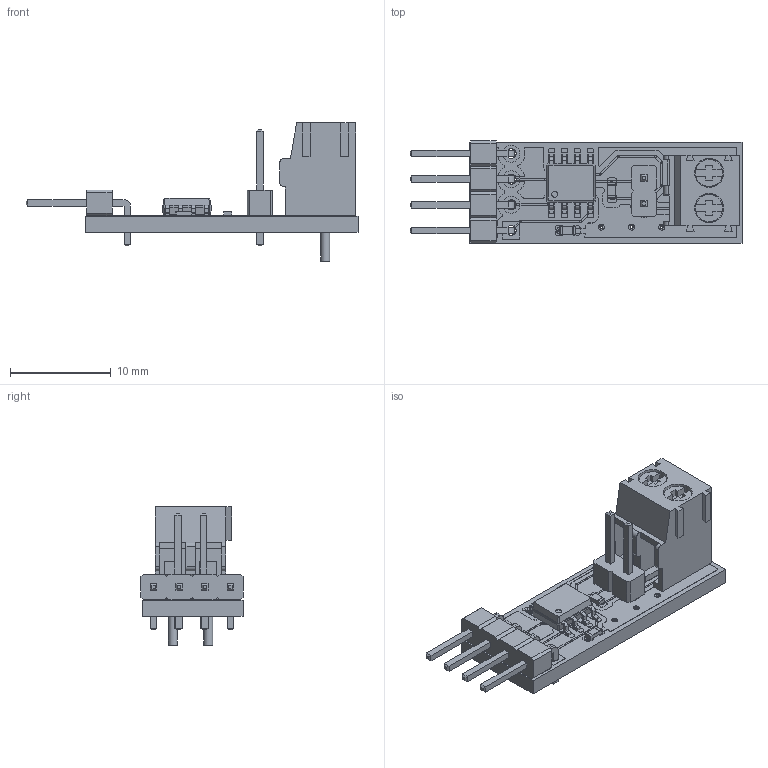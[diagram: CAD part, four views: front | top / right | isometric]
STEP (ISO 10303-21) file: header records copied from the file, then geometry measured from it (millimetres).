
FILE_DESCRIPTION(('KiCad electronic assembly'),'2;1');
FILE_NAME('SN65HVD230-Module.step','2024-05-14T20:02:39',('Pcbnew'),( 'Kicad'),'Open CASCADE STEP processor 7.7','KiCad to STEP converter' ,'Unknown');
FILE_SCHEMA(('AUTOMOTIVE_DESIGN { 1 0 10303 214 1 1 1 1 }'));
Length unit declared in the file: millimetre
Products named in the file (121): SN65HVD230-Module 1; PinHeader_1x04_P2.54mm_Horizontal; PinHeader_1x04_P254mm_Horizontal; TerminalBlock_Phoenix_PT-1,5-2-3.5-H_1x02_P3.50mm_Horizontal; TerminalBlock_Phoenix_PT_15_2_35_H_1x02_P350mm_Horizontal; R_0603_1608Metric; SOIC-8_3.9x4.9mm_P1.27mm; SOIC_8_39x49mm_P127mm; PinHeader_1x02_P2.54mm_Vertical; PinHeader_1x02_P254mm_Vertical; SN65HVD230-Module_track_1; SN65HVD230-Module_track_2; SN65HVD230-Module_track_3; SN65HVD230-Module_track_4; SN65HVD230-Module_track_5; SN65HVD230-Module_track_6; SN65HVD230-Module_track_7; SN65HVD230-Module_track_8; SN65HVD230-Module_track_9; SN65HVD230-Module_track_10; SN65HVD230-Module_track_11; SN65HVD230-Module_track_12; SN65HVD230-Module_track_13; SN65HVD230-Module_track_14; SN65HVD230-Module_track_15; SN65HVD230-Module_track_16; SN65HVD230-Module_track_17; SN65HVD230-Module_track_18; SN65HVD230-Module_track_19; SN65HVD230-Module_track_20; SN65HVD230-Module_track_21; SN65HVD230-Module_track_22; SN65HVD230-Module_track_23; SN65HVD230-Module_track_24; SN65HVD230-Module_track_25; SN65HVD230-Module_track_26; SN65HVD230-Module_track_27; SN65HVD230-Module_track_28; SN65HVD230-Module_track_29; SN65HVD230-Module_track_30 ...
Assembly tree (121 placements, depth 3):
  SN65HVD230-Module 1
    PinHeader_1x04_P2.54mm_Horizontal
      PinHeader_1x04_P254mm_Horizontal
    TerminalBlock_Phoenix_PT-1,5-2-3.5-H_1x02_P3.50mm_Horizontal
      TerminalBlock_Phoenix_PT_15_2_35_H_1x02_P350mm_Horizontal
    R_0603_1608Metric  x2
      R_0603_1608Metric
    SOIC-8_3.9x4.9mm_P1.27mm
      SOIC_8_39x49mm_P127mm
    PinHeader_1x02_P2.54mm_Vertical
      PinHeader_1x02_P254mm_Vertical
    SN65HVD230-Module_track_1
    SN65HVD230-Module_track_2
    SN65HVD230-Module_track_3
    SN65HVD230-Module_track_4
    SN65HVD230-Module_track_5
    SN65HVD230-Module_track_6
    SN65HVD230-Module_track_7
    SN65HVD230-Module_track_8
    SN65HVD230-Module_track_9
    SN65HVD230-Module_track_10
    SN65HVD230-Module_track_11
    SN65HVD230-Module_track_12
    SN65HVD230-Module_track_13
    SN65HVD230-Module_track_14
    SN65HVD230-Module_track_15
    SN65HVD230-Module_track_16
    SN65HVD230-Module_track_17
    SN65HVD230-Module_track_18
    SN65HVD230-Module_track_19
    SN65HVD230-Module_track_20
    SN65HVD230-Module_track_21
    SN65HVD230-Module_track_22
    SN65HVD230-Module_track_23
    SN65HVD230-Module_track_24
    SN65HVD230-Module_track_25
    SN65HVD230-Module_track_26
    SN65HVD230-Module_track_27
    SN65HVD230-Module_track_28
    SN65HVD230-Module_track_29
    SN65HVD230-Module_track_30
    SN65HVD230-Module_track_31
    SN65HVD230-Module_track_32
    SN65HVD230-Module_track_33
    SN65HVD230-Module_track_34
    SN65HVD230-Module_track_35
    SN65HVD230-Module_zone_1
    SN65HVD230-Module_zone_2
    SN65HVD230-Module_zone_3
    SN65HVD230-Module_zone_4
    SN65HVD230-Module_zone_5
    SN65HVD230-Module_pad_1
    SN65HVD230-Module_pad_2
    SN65HVD230-Module_pad_3
    SN65HVD230-Module_pad_4
    SN65HVD230-Module_pad_5
    SN65HVD230-Module_pad_6
    SN65HVD230-Module_pad_7
    SN65HVD230-Module_pad_8
    SN65HVD230-Module_pad_9
Bounding box: 32.92 x 10.16 x 13.7 mm (x, y, z)
Volume: 927.7 mm3; surface area: 2741.2 mm2
Topology: 114 solids, 114 shells, 2201 faces, 5738 edges, 3784 vertices
Faces by surface type: plane 1894, cylinder 275, bspline 32
Full cylindrical faces by diameter (mm): 0.25 x52, 0.3 x22, 0.6 x23, 0.9 x2, 0.95 x18, 1 x12, 1.15 x6, 1.2 x4, 2.4 x2, 2.7 x2, 2.9 x2
Entity records: 72094 total; most frequent: CARTESIAN_POINT 11835, ORIENTED_EDGE 11340, DIRECTION 10726, EDGE_CURVE 5670, LINE 5080, VECTOR 5080, VERTEX_POINT 3740, AXIS2_PLACEMENT_3D 2823
